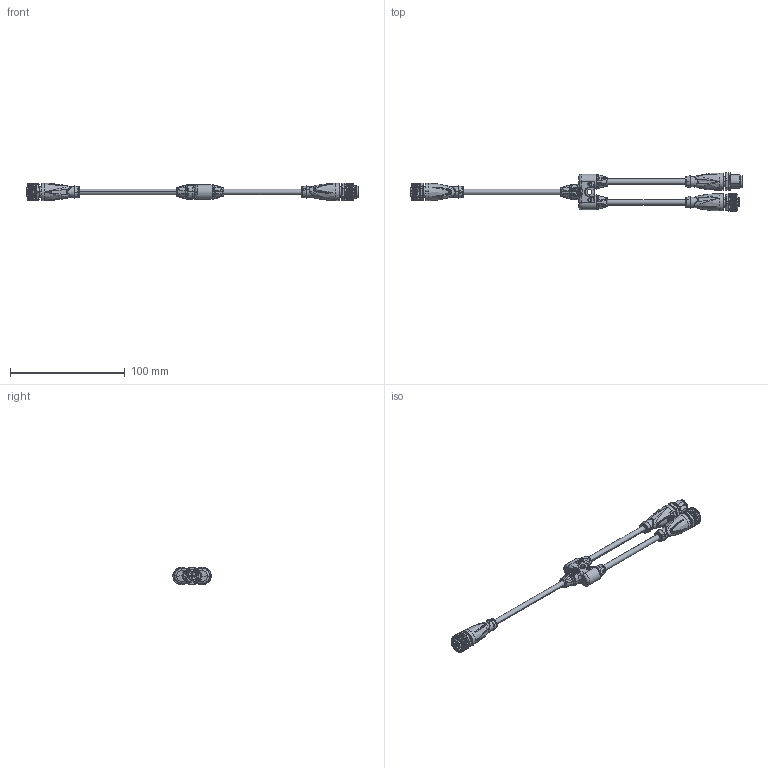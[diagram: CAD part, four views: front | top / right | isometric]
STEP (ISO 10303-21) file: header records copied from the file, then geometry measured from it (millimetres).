
FILE_DESCRIPTION((''),'2;1');
FILE_NAME('CAD-9254_ASM','2025-02-13T15:36:35',('creinig-se'),(''),'CREO PARAMETRIC BY PTC INC, 2022284','CREO PARAMETRIC BY PTC INC, 2022284','');
FILE_SCHEMA(('CONFIG_CONTROL_DESIGN','SHAPE_APPEARANCE_LAYERS_GROUPS'));
Products named in the file (5): CAD-8563_V1_G_KD_Y; CAD-8563_KOPF; CAD-8758_V1S_HEAD_SW0001; CAD-9254_M12_DOSE_4P__SW0001; CAD-9254_ASM
Assembly tree (4 placements, depth 2):
  CAD-9254_ASM
    CAD-8563_V1_G_KD_Y
    CAD-8563_KOPF
    CAD-8758_V1S_HEAD_SW0001
    CAD-9254_M12_DOSE_4P__SW0001
Bounding box: 289.6 x 33.38 x 15.4 mm (x, y, z)
Volume: 29367.7 mm3; surface area: 17880.7 mm2
Topology: 4 solids, 4 shells, 2952 faces, 7595 edges, 4721 vertices
Faces by surface type: plane 1205, cylinder 647, bspline 495, torus 469, cone 104, extrusion 20, sphere 12
Entity records: 151146 total; most frequent: CARTESIAN_POINT 62083, ORIENTED_EDGE 15166, DIRECTION 13182, EDGE_CURVE 7583, AXIS2_PLACEMENT_3D 4904, VERTEX_POINT 4721, PRESENTATION_STYLE_ASSIGNMENT 3592, STYLED_ITEM 3592
